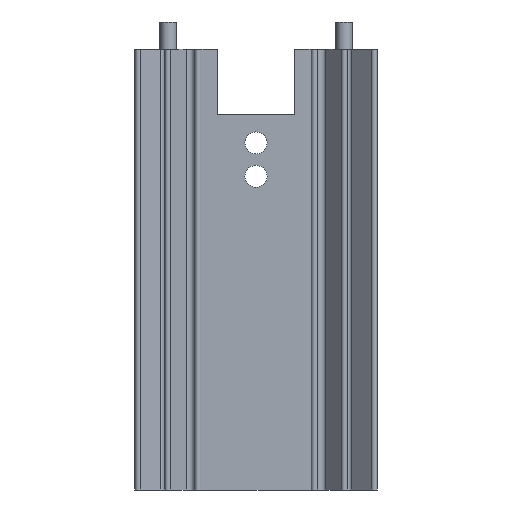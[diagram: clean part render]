
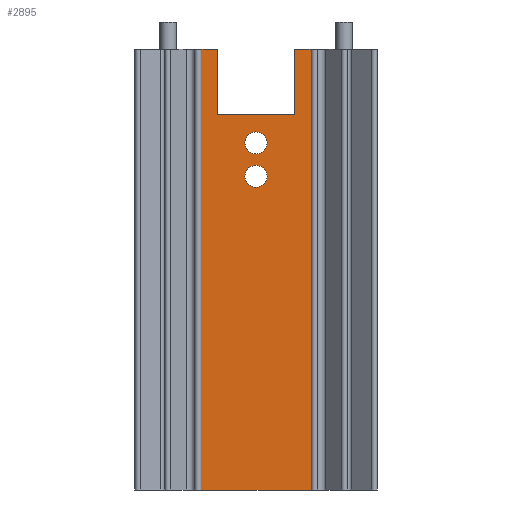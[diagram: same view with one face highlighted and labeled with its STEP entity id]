
A CAD part, front view. The second image highlights one B-rep face of the part: STEP entity #2895.
In plain terms, the highlighted planar face has unit normal (0, -1, 0).
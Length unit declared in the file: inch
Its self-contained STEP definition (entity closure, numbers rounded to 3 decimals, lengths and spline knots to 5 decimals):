
#29 = AXIS2_PLACEMENT_3D ( 'NONE', #1205, #1464, #763 ) ;
#31 = CARTESIAN_POINT ( 'NONE',  ( -0.2185, -0.031, -0.37008 ) ) ;
#45 = LINE ( 'NONE', #1260, #2055 ) ;
#78 = CARTESIAN_POINT ( 'NONE',  ( -0.2185, -0.031, -2.5 ) ) ;
#92 = LINE ( 'NONE', #1869, #2686 ) ;
#153 = EDGE_CURVE ( 'NONE', #2823, #2031, #919, .T. ) ;
#167 = LINE ( 'NONE', #78, #1052 ) ;
#169 = CIRCLE ( 'NONE', #29, 0.0625 ) ;
#208 = ORIENTED_EDGE ( 'NONE', *, *, #3059, .F. ) ;
#227 = VERTEX_POINT ( 'NONE', #845 ) ;
#287 = VERTEX_POINT ( 'NONE', #2497 ) ;
#307 = EDGE_CURVE ( 'NONE', #2589, #3106, #2563, .T. ) ;
#409 = VERTEX_POINT ( 'NONE', #3110 ) ;
#523 = CIRCLE ( 'NONE', #2754, 0.0625 ) ;
#543 = DIRECTION ( 'NONE',  ( 0., 0., 1. ) ) ;
#576 = ORIENTED_EDGE ( 'NONE', *, *, #1977, .F. ) ;
#600 = LINE ( 'NONE', #1465, #2438 ) ;
#659 = EDGE_CURVE ( 'NONE', #2574, #3111, #523, .T. ) ;
#732 = ORIENTED_EDGE ( 'NONE', *, *, #307, .F. ) ;
#763 = DIRECTION ( 'NONE',  ( 1., 0., 0. ) ) ;
#797 = LINE ( 'NONE', #2543, #2756 ) ;
#833 = EDGE_CURVE ( 'NONE', #2823, #227, #600, .T. ) ;
#845 = CARTESIAN_POINT ( 'NONE',  ( 0.3125, -0.031, -2.5 ) ) ;
#907 = CARTESIAN_POINT ( 'NONE',  ( 0., -0.031, 0. ) ) ;
#919 = LINE ( 'NONE', #2939, #2571 ) ;
#960 = VERTEX_POINT ( 'NONE', #31 ) ;
#993 = CARTESIAN_POINT ( 'NONE',  ( 0.0625, -0.031, -0.72 ) ) ;
#1052 = VECTOR ( 'NONE', #1756, 39.37008 ) ;
#1101 = EDGE_CURVE ( 'NONE', #2031, #1868, #2060, .T. ) ;
#1205 = CARTESIAN_POINT ( 'NONE',  ( 0., -0.031, -0.53 ) ) ;
#1214 = CARTESIAN_POINT ( 'NONE',  ( 0.2185, -0.031, -2.5 ) ) ;
#1239 = ORIENTED_EDGE ( 'NONE', *, *, #1931, .T. ) ;
#1260 = CARTESIAN_POINT ( 'NONE',  ( 0.3125, -0.031, -2.5 ) ) ;
#1326 = CARTESIAN_POINT ( 'NONE',  ( 0.0625, -0.031, -0.53 ) ) ;
#1327 = CARTESIAN_POINT ( 'NONE',  ( 0., -0.031, -0.72 ) ) ;
#1362 = DIRECTION ( 'NONE',  ( 0., -1., 0. ) ) ;
#1441 = DIRECTION ( 'NONE',  ( 1., 0., 0. ) ) ;
#1458 = EDGE_LOOP ( 'NONE', ( #208, #732 ) ) ;
#1460 = DIRECTION ( 'NONE',  ( 1., 0., 0. ) ) ;
#1464 = DIRECTION ( 'NONE',  ( 0., -1., 0. ) ) ;
#1465 = CARTESIAN_POINT ( 'NONE',  ( 0., -0.031, -2.5 ) ) ;
#1498 = ORIENTED_EDGE ( 'NONE', *, *, #833, .T. ) ;
#1587 = CARTESIAN_POINT ( 'NONE',  ( 0., -0.031, -2.5 ) ) ;
#1592 = ORIENTED_EDGE ( 'NONE', *, *, #2105, .F. ) ;
#1600 = DIRECTION ( 'NONE',  ( 1., 0., 0. ) ) ;
#1610 = DIRECTION ( 'NONE',  ( 1., 0., 0. ) ) ;
#1617 = DIRECTION ( 'NONE',  ( 0., -1., 0. ) ) ;
#1715 = DIRECTION ( 'NONE',  ( 0., -1., 0. ) ) ;
#1726 = VERTEX_POINT ( 'NONE', #2340 ) ;
#1735 = ORIENTED_EDGE ( 'NONE', *, *, #153, .F. ) ;
#1756 = DIRECTION ( 'NONE',  ( 0., 0., -1. ) ) ;
#1811 = DIRECTION ( 'NONE',  ( 1., 0., 0. ) ) ;
#1823 = LINE ( 'NONE', #1214, #2737 ) ;
#1830 = AXIS2_PLACEMENT_3D ( 'NONE', #1587, #1617, #3056 ) ;
#1833 = VECTOR ( 'NONE', #1811, 39.37008 ) ;
#1849 = EDGE_CURVE ( 'NONE', #1726, #409, #92, .T. ) ;
#1868 = VERTEX_POINT ( 'NONE', #2876 ) ;
#1869 = CARTESIAN_POINT ( 'NONE',  ( 0., -0.031, 0. ) ) ;
#1931 = EDGE_CURVE ( 'NONE', #227, #409, #45, .T. ) ;
#1977 = EDGE_CURVE ( 'NONE', #287, #1726, #1823, .T. ) ;
#2024 = DIRECTION ( 'NONE',  ( 0., -1., 0. ) ) ;
#2031 = VERTEX_POINT ( 'NONE', #2535 ) ;
#2034 = FACE_BOUND ( 'NONE', #2909, .T. ) ;
#2041 = ORIENTED_EDGE ( 'NONE', *, *, #1849, .F. ) ;
#2055 = VECTOR ( 'NONE', #2469, 39.37008 ) ;
#2060 = LINE ( 'NONE', #907, #1833 ) ;
#2104 = CIRCLE ( 'NONE', #2582, 0.0625 ) ;
#2105 = EDGE_CURVE ( 'NONE', #1868, #960, #167, .T. ) ;
#2150 = CARTESIAN_POINT ( 'NONE',  ( -0.0625, -0.031, -0.53 ) ) ;
#2281 = ORIENTED_EDGE ( 'NONE', *, *, #659, .F. ) ;
#2318 = ORIENTED_EDGE ( 'NONE', *, *, #3029, .F. ) ;
#2340 = CARTESIAN_POINT ( 'NONE',  ( 0.2185, -0.031, 0. ) ) ;
#2407 = DIRECTION ( 'NONE',  ( 1., 0., 0. ) ) ;
#2438 = VECTOR ( 'NONE', #1460, 39.37008 ) ;
#2469 = DIRECTION ( 'NONE',  ( 0., 0., 1. ) ) ;
#2497 = CARTESIAN_POINT ( 'NONE',  ( 0.2185, -0.031, -0.37008 ) ) ;
#2524 = CARTESIAN_POINT ( 'NONE',  ( -0.0625, -0.031, -0.72 ) ) ;
#2535 = CARTESIAN_POINT ( 'NONE',  ( -0.3125, -0.031, 0. ) ) ;
#2543 = CARTESIAN_POINT ( 'NONE',  ( 0., -0.031, -0.37008 ) ) ;
#2563 = CIRCLE ( 'NONE', #2620, 0.0625 ) ;
#2571 = VECTOR ( 'NONE', #2711, 39.37008 ) ;
#2574 = VERTEX_POINT ( 'NONE', #2524 ) ;
#2575 = PLANE ( 'NONE',  #1830 ) ;
#2580 = CARTESIAN_POINT ( 'NONE',  ( -0.3125, -0.031, -2.5 ) ) ;
#2582 = AXIS2_PLACEMENT_3D ( 'NONE', #2888, #1715, #2407 ) ;
#2589 = VERTEX_POINT ( 'NONE', #1326 ) ;
#2620 = AXIS2_PLACEMENT_3D ( 'NONE', #3016, #1362, #1610 ) ;
#2621 = EDGE_LOOP ( 'NONE', ( #1592, #2987, #1735, #1498, #1239, #2041, #576, #2661 ) ) ;
#2633 = FACE_BOUND ( 'NONE', #1458, .T. ) ;
#2661 = ORIENTED_EDGE ( 'NONE', *, *, #2871, .F. ) ;
#2672 = FACE_OUTER_BOUND ( 'NONE', #2621, .T. ) ;
#2686 = VECTOR ( 'NONE', #1441, 39.37008 ) ;
#2711 = DIRECTION ( 'NONE',  ( 0., 0., 1. ) ) ;
#2737 = VECTOR ( 'NONE', #543, 39.37008 ) ;
#2754 = AXIS2_PLACEMENT_3D ( 'NONE', #1327, #2024, #2990 ) ;
#2756 = VECTOR ( 'NONE', #1600, 39.37008 ) ;
#2823 = VERTEX_POINT ( 'NONE', #2580 ) ;
#2871 = EDGE_CURVE ( 'NONE', #960, #287, #797, .T. ) ;
#2876 = CARTESIAN_POINT ( 'NONE',  ( -0.2185, -0.031, 0. ) ) ;
#2888 = CARTESIAN_POINT ( 'NONE',  ( 0., -0.031, -0.72 ) ) ;
#2895 = ADVANCED_FACE ( 'NONE', ( #2672, #2633, #2034 ), #2575, .T. ) ;
#2909 = EDGE_LOOP ( 'NONE', ( #2281, #2318 ) ) ;
#2939 = CARTESIAN_POINT ( 'NONE',  ( -0.3125, -0.031, -2.5 ) ) ;
#2987 = ORIENTED_EDGE ( 'NONE', *, *, #1101, .F. ) ;
#2990 = DIRECTION ( 'NONE',  ( 1., 0., 0. ) ) ;
#3016 = CARTESIAN_POINT ( 'NONE',  ( 0., -0.031, -0.53 ) ) ;
#3029 = EDGE_CURVE ( 'NONE', #3111, #2574, #2104, .T. ) ;
#3056 = DIRECTION ( 'NONE',  ( 1., 0., 0. ) ) ;
#3059 = EDGE_CURVE ( 'NONE', #3106, #2589, #169, .T. ) ;
#3106 = VERTEX_POINT ( 'NONE', #2150 ) ;
#3110 = CARTESIAN_POINT ( 'NONE',  ( 0.3125, -0.031, 0. ) ) ;
#3111 = VERTEX_POINT ( 'NONE', #993 ) ;
